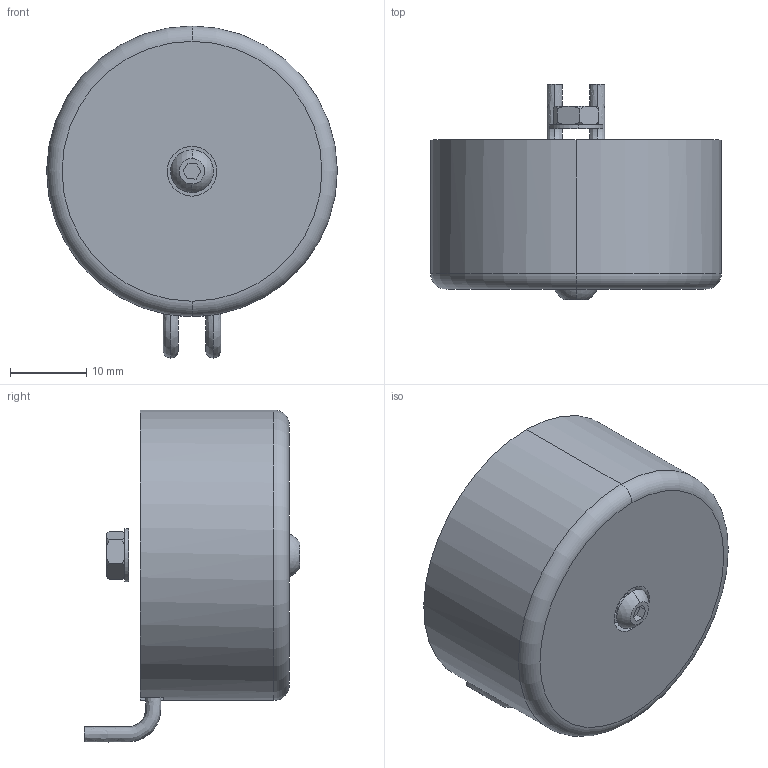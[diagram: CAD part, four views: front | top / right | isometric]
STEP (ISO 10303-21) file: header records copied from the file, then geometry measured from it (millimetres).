
FILE_DESCRIPTION (( 'STEP AP214' ), '1' );
FILE_NAME ('Äðîññåëü â êîðïóñå.STEP', '2023-07-24T07:20:42', ( '' ), ( '' ), 'SwSTEP 2.0', 'SolidWorks 2021', '' );
FILE_SCHEMA (( 'AUTOMOTIVE_DESIGN' ));
Length unit declared in the file: millimetre
Products named in the file (10): Âèòîê âòîðè÷êè; ����� �3_�� 㬮�砭��; Âèíò M3õ6; Êîðûòöå äëÿ äðîññåëÿ; Äðîññåëü â êîðïóñå; Âèòîê ïåðâè÷êèSLDPRT; Âûâîä ïåðâè÷êè; Ôåððèò 25õ15õ10,5; 籐闃鼫錪
Assembly tree (44 placements, depth 3):
  Äðîññåëü â êîðïóñå
    Êîðûòöå äëÿ äðîññåëÿ
    籐闃鼫錪
      Âèòîê âòîðè÷êè  x35
      Ôåððèò 25õ15õ10,5
      Âèòîê ïåðâè÷êèSLDPRT
      Âûâîä ïåðâè÷êè  x2
    Âèíò M3õ6
    ����� �3_�� 㬮�砭��
    ����� �3_�� 㬮�砭��
Bounding box: 38 x 28.25 x 43.43 mm (x, y, z)
Volume: 10347.8 mm3; surface area: 12493.1 mm2
Topology: 43 solids, 43 shells, 778 faces, 1618 edges, 848 vertices
Faces by surface type: torus 446, cylinder 264, plane 37, cone 18, bspline 11, sphere 2
Entity records: 9196 total; most frequent: CARTESIAN_POINT 5032, DIRECTION 853, ORIENTED_EDGE 740, EDGE_CURVE 370, AXIS2_PLACEMENT_3D 367, VERTEX_POINT 226, EDGE_LOOP 168, CIRCLE 168
